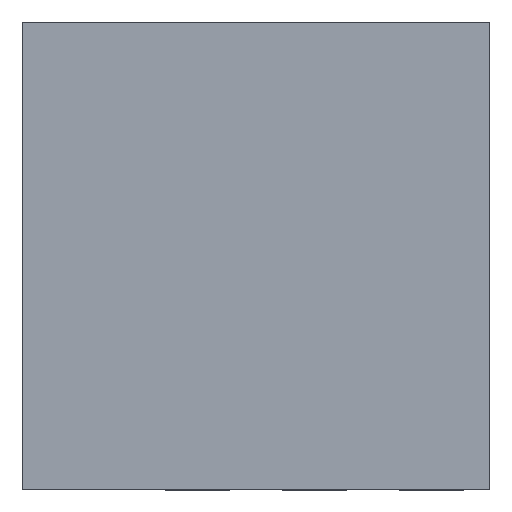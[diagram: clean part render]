
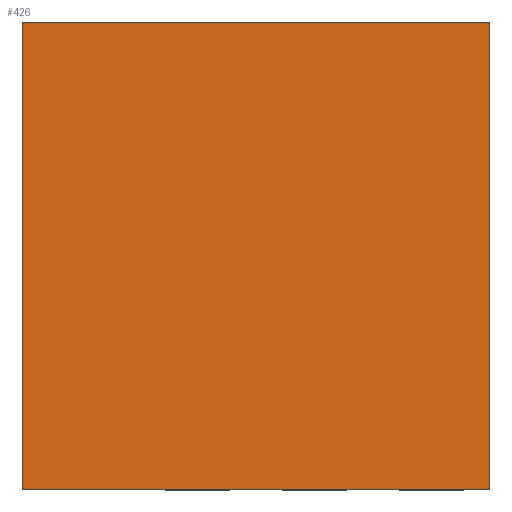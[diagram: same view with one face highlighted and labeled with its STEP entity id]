
A CAD part, top view. The second image highlights one B-rep face of the part: STEP entity #426.
In plain terms, the highlighted planar face has unit normal (0, 0, 1).
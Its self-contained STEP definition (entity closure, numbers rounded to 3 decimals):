
#87 = CARTESIAN_POINT ( 'NONE',  ( -0.45, 8., 1.1 ) ) ;
#136 = VERTEX_POINT ( 'NONE', #87 ) ;
#150 = CARTESIAN_POINT ( 'NONE',  ( 7.55, 0.01, 1.1 ) ) ;
#207 = LINE ( 'NONE', #1219, #1583 ) ;
#216 = DIRECTION ( 'NONE',  ( 0., 1., 0. ) ) ;
#225 = LINE ( 'NONE', #1733, #1448 ) ;
#267 = LINE ( 'NONE', #1765, #883 ) ;
#280 = VERTEX_POINT ( 'NONE', #1626 ) ;
#282 = EDGE_CURVE ( 'NONE', #353, #1188, #207, .T. ) ;
#293 = FACE_OUTER_BOUND ( 'NONE', #751, .T. ) ;
#338 = AXIS2_PLACEMENT_3D ( 'NONE', #1559, #1256, #560 ) ;
#353 = VERTEX_POINT ( 'NONE', #1335 ) ;
#405 = ORIENTED_EDGE ( 'NONE', *, *, #1347, .T. ) ;
#426 = ADVANCED_FACE ( 'NONE', ( #293 ), #695, .F. ) ;
#450 = ORIENTED_EDGE ( 'NONE', *, *, #897, .T. ) ;
#532 = DIRECTION ( 'NONE',  ( 1., 0., 0. ) ) ;
#560 = DIRECTION ( 'NONE',  ( -1., 0., 0. ) ) ;
#635 = EDGE_CURVE ( 'NONE', #1188, #280, #267, .T. ) ;
#684 = DIRECTION ( 'NONE',  ( -1., 0., 0. ) ) ;
#695 = PLANE ( 'NONE',  #338 ) ;
#751 = EDGE_LOOP ( 'NONE', ( #1018, #450, #405, #1235 ) ) ;
#825 = CARTESIAN_POINT ( 'NONE',  ( 7.55, 8., 1.1 ) ) ;
#883 = VECTOR ( 'NONE', #216, 1000. ) ;
#897 = EDGE_CURVE ( 'NONE', #280, #136, #1455, .T. ) ;
#1012 = DIRECTION ( 'NONE',  ( 0., -1., 0. ) ) ;
#1018 = ORIENTED_EDGE ( 'NONE', *, *, #635, .T. ) ;
#1188 = VERTEX_POINT ( 'NONE', #150 ) ;
#1219 = CARTESIAN_POINT ( 'NONE',  ( -0.45, 0.01, 1.1 ) ) ;
#1235 = ORIENTED_EDGE ( 'NONE', *, *, #282, .T. ) ;
#1256 = DIRECTION ( 'NONE',  ( 0., 0., -1. ) ) ;
#1335 = CARTESIAN_POINT ( 'NONE',  ( -0.45, 0.01, 1.1 ) ) ;
#1347 = EDGE_CURVE ( 'NONE', #136, #353, #225, .T. ) ;
#1448 = VECTOR ( 'NONE', #1012, 1000. ) ;
#1455 = LINE ( 'NONE', #825, #1666 ) ;
#1559 = CARTESIAN_POINT ( 'NONE',  ( -0.45, 0.01, 1.1 ) ) ;
#1583 = VECTOR ( 'NONE', #532, 1000. ) ;
#1626 = CARTESIAN_POINT ( 'NONE',  ( 7.55, 8., 1.1 ) ) ;
#1666 = VECTOR ( 'NONE', #684, 1000. ) ;
#1733 = CARTESIAN_POINT ( 'NONE',  ( -0.45, 8., 1.1 ) ) ;
#1765 = CARTESIAN_POINT ( 'NONE',  ( 7.55, 0.01, 1.1 ) ) ;
